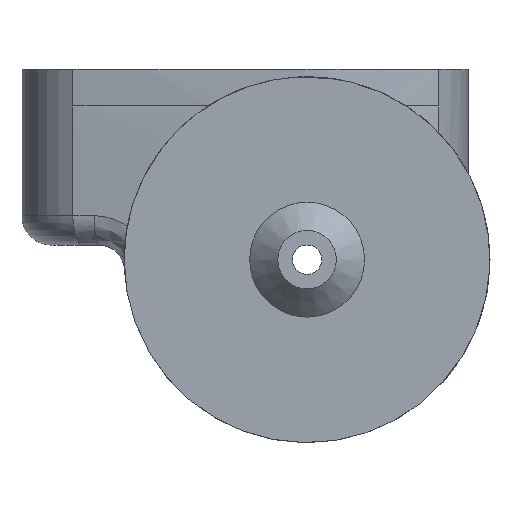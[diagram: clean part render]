
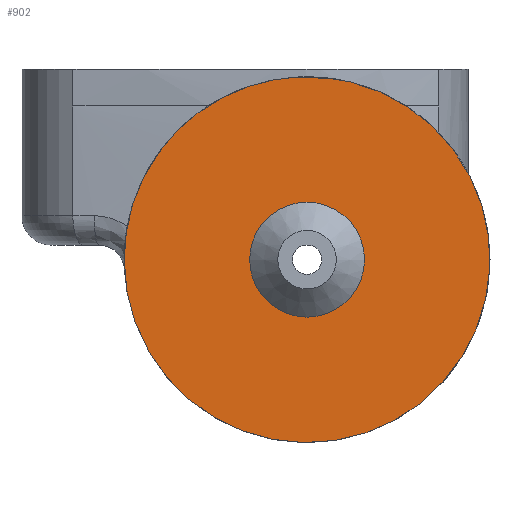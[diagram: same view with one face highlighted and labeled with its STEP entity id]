
A CAD part, front view. The second image highlights one B-rep face of the part: STEP entity #902.
In plain terms, the highlighted planar face has unit normal (0, -1, 0).
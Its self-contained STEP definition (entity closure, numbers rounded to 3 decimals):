
#17=FACE_BOUND('',#134,.T.);
#35=PLANE('',#982);
#81=FACE_OUTER_BOUND('',#133,.T.);
#133=EDGE_LOOP('',(#680,#681,#682));
#134=EDGE_LOOP('',(#683));
#217=CIRCLE('',#950,25.);
#219=CIRCLE('',#953,25.);
#235=CIRCLE('',#980,7.85);
#237=CIRCLE('',#983,25.);
#368=VERTEX_POINT('',#1273);
#369=VERTEX_POINT('',#1275);
#379=VERTEX_POINT('',#1367);
#406=VERTEX_POINT('',#1707);
#456=EDGE_CURVE('',#368,#369,#217,.T.);
#467=EDGE_CURVE('',#379,#368,#219,.T.);
#510=EDGE_CURVE('',#406,#406,#235,.T.);
#513=EDGE_CURVE('',#369,#379,#237,.T.);
#680=ORIENTED_EDGE('',*,*,#513,.F.);
#681=ORIENTED_EDGE('',*,*,#456,.F.);
#682=ORIENTED_EDGE('',*,*,#467,.F.);
#683=ORIENTED_EDGE('',*,*,#510,.F.);
#902=ADVANCED_FACE('',(#81,#17),#35,.F.);
#950=AXIS2_PLACEMENT_3D('',#1276,#1043,#1044);
#953=AXIS2_PLACEMENT_3D('',#1374,#1050,#1051);
#980=AXIS2_PLACEMENT_3D('',#1708,#1115,#1116);
#982=AXIS2_PLACEMENT_3D('',#1712,#1120,#1121);
#983=AXIS2_PLACEMENT_3D('',#1713,#1122,#1123);
#1043=DIRECTION('center_axis',(0.,1.,0.));
#1044=DIRECTION('ref_axis',(1.,0.,0.));
#1050=DIRECTION('center_axis',(0.,1.,0.));
#1051=DIRECTION('ref_axis',(1.,0.,0.));
#1115=DIRECTION('center_axis',(0.,-1.,0.));
#1116=DIRECTION('ref_axis',(1.,0.,0.));
#1120=DIRECTION('center_axis',(0.,1.,0.));
#1121=DIRECTION('ref_axis',(1.,0.,0.));
#1122=DIRECTION('center_axis',(0.,1.,0.));
#1123=DIRECTION('ref_axis',(1.,0.,0.));
#1273=CARTESIAN_POINT('',(-18.,-15.,-26.));
#1275=CARTESIAN_POINT('',(-1.055,-15.,-2.333));
#1276=CARTESIAN_POINT('Origin',(7.,-15.,-26.));
#1367=CARTESIAN_POINT('',(12.906,-15.,-1.708));
#1374=CARTESIAN_POINT('Origin',(7.,-15.,-26.));
#1707=CARTESIAN_POINT('',(-0.85,-15.,-26.));
#1708=CARTESIAN_POINT('Origin',(7.,-15.,-26.));
#1712=CARTESIAN_POINT('Origin',(7.,-15.,-26.));
#1713=CARTESIAN_POINT('Origin',(7.,-15.,-26.));
